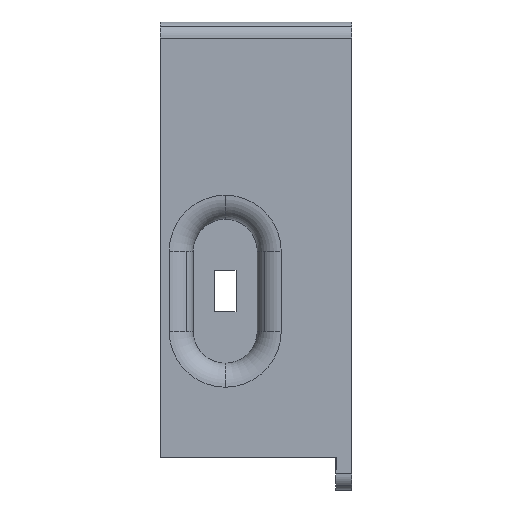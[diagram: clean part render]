
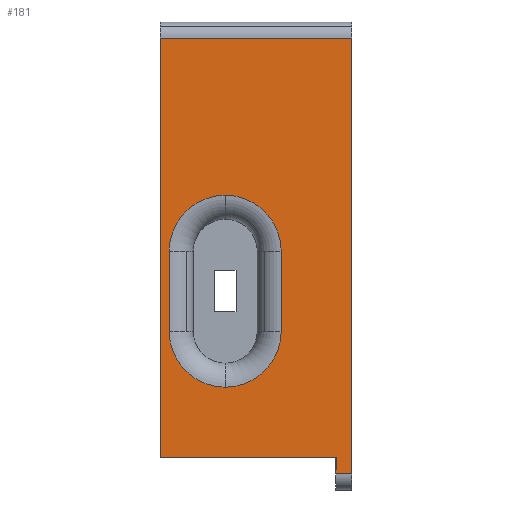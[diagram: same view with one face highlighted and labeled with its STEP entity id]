
A CAD part, front view. The second image highlights one B-rep face of the part: STEP entity #181.
In plain terms, the highlighted planar face has unit normal (0, -1, 0).
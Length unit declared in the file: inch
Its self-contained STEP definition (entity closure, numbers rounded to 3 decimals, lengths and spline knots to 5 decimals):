
#181=ADVANCED_FACE('',(#427,#428),#429,.F.);
#427=FACE_OUTER_BOUND('',#728,.T.);
#428=FACE_BOUND('',#729,.T.);
#429=PLANE('',#730);
#728=EDGE_LOOP('',(#1235,#1236,#1237,#1238,#1239,#1240));
#729=EDGE_LOOP('',(#1241,#1242,#1243,#1244,#1245,#1246));
#730=AXIS2_PLACEMENT_3D('',#1247,#1248,#1249);
#1235=ORIENTED_EDGE('',*,*,#1867,.F.);
#1236=ORIENTED_EDGE('',*,*,#1908,.T.);
#1237=ORIENTED_EDGE('',*,*,#1945,.F.);
#1238=ORIENTED_EDGE('',*,*,#1927,.T.);
#1239=ORIENTED_EDGE('',*,*,#1862,.F.);
#1240=ORIENTED_EDGE('',*,*,#1893,.F.);
#1241=ORIENTED_EDGE('',*,*,#1946,.F.);
#1242=ORIENTED_EDGE('',*,*,#1774,.F.);
#1243=ORIENTED_EDGE('',*,*,#1947,.F.);
#1244=ORIENTED_EDGE('',*,*,#1948,.F.);
#1245=ORIENTED_EDGE('',*,*,#1949,.F.);
#1246=ORIENTED_EDGE('',*,*,#1783,.F.);
#1247=CARTESIAN_POINT('',(0.12956,-2.03244,0.20885));
#1248=DIRECTION('',(0.0,1.0,0.0));
#1249=DIRECTION('',(0.0,0.0,1.0));
#1774=EDGE_CURVE('',#2115,#2118,#2119,.T.);
#1783=EDGE_CURVE('',#2133,#2127,#2135,.T.);
#1862=EDGE_CURVE('',#2265,#2267,#2268,.T.);
#1867=EDGE_CURVE('',#2274,#2276,#2277,.T.);
#1893=EDGE_CURVE('',#2276,#2265,#2317,.T.);
#1908=EDGE_CURVE('',#2274,#2340,#2342,.T.);
#1927=EDGE_CURVE('',#2371,#2267,#2372,.T.);
#1945=EDGE_CURVE('',#2371,#2340,#2401,.T.);
#1946=EDGE_CURVE('',#2118,#2133,#2402,.T.);
#1947=EDGE_CURVE('',#2403,#2115,#2404,.T.);
#1948=EDGE_CURVE('',#2405,#2403,#2406,.T.);
#1949=EDGE_CURVE('',#2127,#2405,#2407,.T.);
#2115=VERTEX_POINT('',#2603);
#2118=VERTEX_POINT('',#2606);
#2119=CIRCLE('',#2607,0.27559);
#2127=VERTEX_POINT('',#2615);
#2133=VERTEX_POINT('',#2621);
#2135=CIRCLE('',#2623,0.27559);
#2265=VERTEX_POINT('',#2786);
#2267=VERTEX_POINT('',#2788);
#2268=LINE('',#2789,#2790);
#2274=VERTEX_POINT('',#2797);
#2276=VERTEX_POINT('',#2799);
#2277=LINE('',#2800,#2801);
#2317=LINE('',#2853,#2854);
#2340=VERTEX_POINT('',#2886);
#2342=LINE('',#2889,#2890);
#2371=VERTEX_POINT('',#2926);
#2372=LINE('',#2927,#2928);
#2401=LINE('',#2970,#2971);
#2402=LINE('',#2972,#2973);
#2403=VERTEX_POINT('',#2974);
#2404=CIRCLE('',#2975,0.27559);
#2405=VERTEX_POINT('',#2976);
#2406=LINE('',#2977,#2978);
#2407=CIRCLE('',#2979,0.27559);
#2603=CARTESIAN_POINT('',(0.01735,-2.03244,-0.51556));
#2606=CARTESIAN_POINT('',(0.29294,-2.03244,-0.23997));
#2607=AXIS2_PLACEMENT_3D('',#3219,#3220,#3221);
#2615=CARTESIAN_POINT('',(0.01735,-2.03244,0.42932));
#2621=CARTESIAN_POINT('',(0.29294,-2.03244,0.15373));
#2623=AXIS2_PLACEMENT_3D('',#3243,#3244,#3245);
#2786=CARTESIAN_POINT('',(0.64137,-2.03244,-0.94273));
#2788=CARTESIAN_POINT('',(0.56263,-2.03244,-0.94273));
#2789=CARTESIAN_POINT('',(0.36578,-2.03244,-0.94273));
#2790=VECTOR('',#3363,1.0);
#2797=CARTESIAN_POINT('',(-0.30351,-2.03244,1.20294));
#2799=CARTESIAN_POINT('',(0.64137,-2.03244,1.20294));
#2800=CARTESIAN_POINT('',(0.12956,-2.03244,1.20294));
#2801=VECTOR('',#3371,1.0);
#2853=CARTESIAN_POINT('',(0.64137,-2.03244,0.13011));
#2854=VECTOR('',#3411,1.0);
#2886=CARTESIAN_POINT('',(-0.30351,-2.03244,-0.86399));
#2889=CARTESIAN_POINT('',(-0.30351,-2.03244,0.20885));
#2890=VECTOR('',#3428,1.0);
#2926=CARTESIAN_POINT('',(0.56263,-2.03244,-0.86399));
#2927=CARTESIAN_POINT('',(0.56263,-2.03244,0.13011));
#2928=VECTOR('',#3460,1.0);
#2970=CARTESIAN_POINT('',(0.12956,-2.03244,-0.86399));
#2971=VECTOR('',#3483,1.0);
#2972=CARTESIAN_POINT('',(0.29294,-2.03244,0.08286));
#2973=VECTOR('',#3484,1.0);
#2974=CARTESIAN_POINT('',(-0.25824,-2.03244,-0.23997));
#2975=AXIS2_PLACEMENT_3D('',#3485,#3486,#3487);
#2976=CARTESIAN_POINT('',(-0.25824,-2.03244,0.15373));
#2977=CARTESIAN_POINT('',(-0.25824,-2.03244,0.08286));
#2978=VECTOR('',#3488,1.0);
#2979=AXIS2_PLACEMENT_3D('',#3489,#3490,#3491);
#3219=CARTESIAN_POINT('',(0.01735,-2.03244,-0.23997));
#3220=DIRECTION('',(0.0,-1.0,-0.0));
#3221=DIRECTION('',(0.0,0.0,-1.0));
#3243=CARTESIAN_POINT('',(0.01735,-2.03244,0.15373));
#3244=DIRECTION('',(0.0,-1.0,0.0));
#3245=DIRECTION('',(0.0,0.0,1.0));
#3363=DIRECTION('',(-1.0,0.0,0.0));
#3371=DIRECTION('',(1.0,0.0,0.0));
#3411=DIRECTION('',(0.0,0.0,-1.0));
#3428=DIRECTION('',(0.0,0.0,-1.0));
#3460=DIRECTION('',(0.0,0.0,-1.0));
#3483=DIRECTION('',(-1.0,0.0,0.0));
#3484=DIRECTION('',(0.0,0.0,1.0));
#3485=CARTESIAN_POINT('',(0.01735,-2.03244,-0.23997));
#3486=DIRECTION('',(0.0,-1.0,-0.0));
#3487=DIRECTION('',(0.0,0.0,-1.0));
#3488=DIRECTION('',(-0.0,-0.0,-1.0));
#3489=CARTESIAN_POINT('',(0.01735,-2.03244,0.15373));
#3490=DIRECTION('',(0.0,-1.0,0.0));
#3491=DIRECTION('',(0.0,0.0,1.0));
